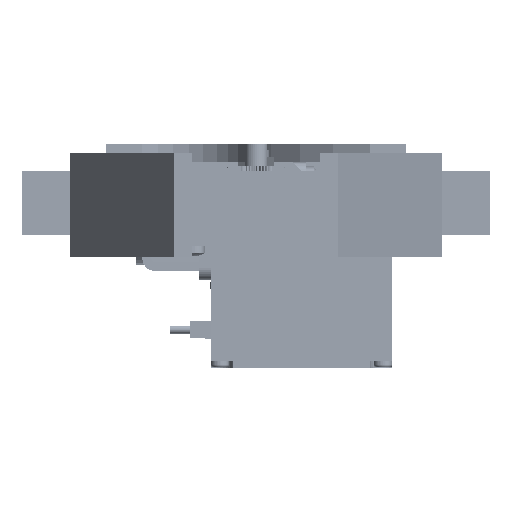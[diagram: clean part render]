
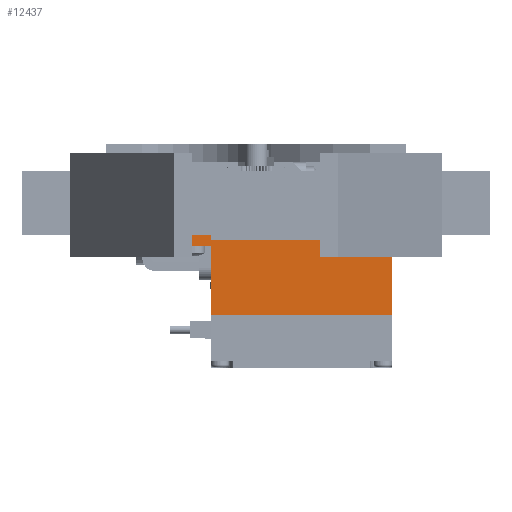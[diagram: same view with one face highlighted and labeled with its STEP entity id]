
A CAD part, left-side view. The second image highlights one B-rep face of the part: STEP entity #12437.
In plain terms, the highlighted face is planar.
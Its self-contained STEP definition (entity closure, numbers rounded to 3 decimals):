
#446 = DIRECTION ( 'NONE',  ( -1., 0., 0. ) ) ;
#733 = ORIENTED_EDGE ( 'NONE', *, *, #13076, .T. ) ;
#1255 = VERTEX_POINT ( 'NONE', #43680 ) ;
#1375 = EDGE_CURVE ( 'NONE', #31857, #41271, #40106, .T. ) ;
#2000 = CARTESIAN_POINT ( 'NONE',  ( 7., 20., 19.9 ) ) ;
#2590 = VECTOR ( 'NONE', #24046, 1000. ) ;
#2652 = VECTOR ( 'NONE', #7069, 1000. ) ;
#3342 = LINE ( 'NONE', #23684, #14896 ) ;
#3349 = CARTESIAN_POINT ( 'NONE',  ( -8.25, -20., 19.9 ) ) ;
#3970 = ORIENTED_EDGE ( 'NONE', *, *, #18191, .T. ) ;
#4857 = EDGE_CURVE ( 'NONE', #16323, #42146, #22179, .T. ) ;
#6358 = VECTOR ( 'NONE', #41937, 1000. ) ;
#7048 = CARTESIAN_POINT ( 'NONE',  ( 10., 20., 19.9 ) ) ;
#7069 = DIRECTION ( 'NONE',  ( -1., 0., 0. ) ) ;
#7492 = DIRECTION ( 'NONE',  ( 0., 1., 0. ) ) ;
#7646 = DIRECTION ( 'NONE',  ( -1., 0., 0. ) ) ;
#7854 = CARTESIAN_POINT ( 'NONE',  ( 10., 27., 19.9 ) ) ;
#8288 = VECTOR ( 'NONE', #25804, 1000. ) ;
#9002 = EDGE_CURVE ( 'NONE', #41977, #35290, #19476, .T. ) ;
#9211 = VECTOR ( 'NONE', #46357, 1000. ) ;
#9238 = CARTESIAN_POINT ( 'NONE',  ( -8.25, 20., 19.9 ) ) ;
#9342 = CARTESIAN_POINT ( 'NONE',  ( 7., -20., 19.9 ) ) ;
#9954 = CARTESIAN_POINT ( 'NONE',  ( 7., 20., 19.9 ) ) ;
#10328 = ORIENTED_EDGE ( 'NONE', *, *, #22255, .T. ) ;
#10467 = EDGE_CURVE ( 'NONE', #18189, #42146, #33287, .T. ) ;
#10816 = VERTEX_POINT ( 'NONE', #29836 ) ;
#11197 = VECTOR ( 'NONE', #7646, 1000. ) ;
#12437 = ADVANCED_FACE ( 'NONE', ( #31936 ), #37341, .F. ) ;
#12631 = AXIS2_PLACEMENT_3D ( 'NONE', #37822, #15029, #446 ) ;
#12664 = CARTESIAN_POINT ( 'NONE',  ( 0., -24., 19.9 ) ) ;
#13076 = EDGE_CURVE ( 'NONE', #41271, #41977, #27813, .T. ) ;
#13123 = CARTESIAN_POINT ( 'NONE',  ( 8.25, -20., 19.9 ) ) ;
#13209 = CARTESIAN_POINT ( 'NONE',  ( -8.25, -20., 19.9 ) ) ;
#13289 = VERTEX_POINT ( 'NONE', #24904 ) ;
#13886 = EDGE_LOOP ( 'NONE', ( #17123, #22432, #35346, #39557, #733, #14349, #23606, #39313, #23565, #10328, #3970, #38074 ) ) ;
#14174 = CARTESIAN_POINT ( 'NONE',  ( 7., -27., 19.9 ) ) ;
#14349 = ORIENTED_EDGE ( 'NONE', *, *, #9002, .T. ) ;
#14896 = VECTOR ( 'NONE', #16384, 1000. ) ;
#15029 = DIRECTION ( 'NONE',  ( 0., 0., -1. ) ) ;
#15880 = DIRECTION ( 'NONE',  ( 0., -1., 0. ) ) ;
#16323 = VERTEX_POINT ( 'NONE', #44389 ) ;
#16384 = DIRECTION ( 'NONE',  ( 0., -1., 0. ) ) ;
#16726 = LINE ( 'NONE', #16936, #9211 ) ;
#16936 = CARTESIAN_POINT ( 'NONE',  ( 7., 24., 19.9 ) ) ;
#17123 = ORIENTED_EDGE ( 'NONE', *, *, #4857, .F. ) ;
#17142 = VECTOR ( 'NONE', #29555, 1000. ) ;
#18189 = VERTEX_POINT ( 'NONE', #30800 ) ;
#18191 = EDGE_CURVE ( 'NONE', #46108, #18189, #31250, .T. ) ;
#18765 = EDGE_CURVE ( 'NONE', #16323, #10816, #16726, .T. ) ;
#19476 = LINE ( 'NONE', #3349, #17142 ) ;
#21186 = EDGE_CURVE ( 'NONE', #13289, #25256, #38524, .T. ) ;
#21283 = EDGE_CURVE ( 'NONE', #1255, #13289, #23521, .T. ) ;
#22179 = LINE ( 'NONE', #7854, #8288 ) ;
#22255 = EDGE_CURVE ( 'NONE', #25256, #46108, #22386, .T. ) ;
#22386 = LINE ( 'NONE', #24862, #2652 ) ;
#22432 = ORIENTED_EDGE ( 'NONE', *, *, #18765, .T. ) ;
#23521 = LINE ( 'NONE', #12664, #41402 ) ;
#23565 = ORIENTED_EDGE ( 'NONE', *, *, #21186, .T. ) ;
#23606 = ORIENTED_EDGE ( 'NONE', *, *, #36873, .F. ) ;
#23684 = CARTESIAN_POINT ( 'NONE',  ( 7., 27., 19.9 ) ) ;
#24046 = DIRECTION ( 'NONE',  ( 1., 0., 0. ) ) ;
#24862 = CARTESIAN_POINT ( 'NONE',  ( 7., -20., 19.9 ) ) ;
#24904 = CARTESIAN_POINT ( 'NONE',  ( 10., -24., 19.9 ) ) ;
#25256 = VERTEX_POINT ( 'NONE', #28568 ) ;
#25804 = DIRECTION ( 'NONE',  ( 0., -1., 0. ) ) ;
#26075 = CARTESIAN_POINT ( 'NONE',  ( -8.25, 20., 19.9 ) ) ;
#26388 = DIRECTION ( 'NONE',  ( 1., 0., 0. ) ) ;
#27813 = LINE ( 'NONE', #34321, #40560 ) ;
#28568 = CARTESIAN_POINT ( 'NONE',  ( 10., -20., 19.9 ) ) ;
#29555 = DIRECTION ( 'NONE',  ( 1., 0., 0. ) ) ;
#29836 = CARTESIAN_POINT ( 'NONE',  ( 7., 24., 19.9 ) ) ;
#30800 = CARTESIAN_POINT ( 'NONE',  ( 8.25, 20., 19.9 ) ) ;
#31250 = LINE ( 'NONE', #34510, #6358 ) ;
#31857 = VERTEX_POINT ( 'NONE', #2000 ) ;
#31936 = FACE_OUTER_BOUND ( 'NONE', #13886, .T. ) ;
#32952 = DIRECTION ( 'NONE',  ( 0., 1., 0. ) ) ;
#33043 = CARTESIAN_POINT ( 'NONE',  ( 10., -27., 19.9 ) ) ;
#33287 = LINE ( 'NONE', #9954, #2590 ) ;
#34321 = CARTESIAN_POINT ( 'NONE',  ( -8.25, -20., 19.9 ) ) ;
#34510 = CARTESIAN_POINT ( 'NONE',  ( 8.25, -20., 19.9 ) ) ;
#35290 = VERTEX_POINT ( 'NONE', #9342 ) ;
#35346 = ORIENTED_EDGE ( 'NONE', *, *, #43837, .T. ) ;
#36873 = EDGE_CURVE ( 'NONE', #1255, #35290, #41957, .T. ) ;
#37329 = VECTOR ( 'NONE', #32952, 1000. ) ;
#37341 = PLANE ( 'NONE',  #12631 ) ;
#37822 = CARTESIAN_POINT ( 'NONE',  ( 0., 0., 19.9 ) ) ;
#38074 = ORIENTED_EDGE ( 'NONE', *, *, #10467, .T. ) ;
#38524 = LINE ( 'NONE', #33043, #43712 ) ;
#39313 = ORIENTED_EDGE ( 'NONE', *, *, #21283, .T. ) ;
#39557 = ORIENTED_EDGE ( 'NONE', *, *, #1375, .T. ) ;
#40106 = LINE ( 'NONE', #26075, #11197 ) ;
#40560 = VECTOR ( 'NONE', #15880, 1000. ) ;
#41271 = VERTEX_POINT ( 'NONE', #9238 ) ;
#41402 = VECTOR ( 'NONE', #26388, 1000. ) ;
#41937 = DIRECTION ( 'NONE',  ( 0., 1., 0. ) ) ;
#41957 = LINE ( 'NONE', #14174, #37329 ) ;
#41977 = VERTEX_POINT ( 'NONE', #13209 ) ;
#42146 = VERTEX_POINT ( 'NONE', #7048 ) ;
#43680 = CARTESIAN_POINT ( 'NONE',  ( 7., -24., 19.9 ) ) ;
#43712 = VECTOR ( 'NONE', #7492, 1000. ) ;
#43837 = EDGE_CURVE ( 'NONE', #10816, #31857, #3342, .T. ) ;
#44389 = CARTESIAN_POINT ( 'NONE',  ( 10., 24., 19.9 ) ) ;
#46108 = VERTEX_POINT ( 'NONE', #13123 ) ;
#46357 = DIRECTION ( 'NONE',  ( -1., 0., 0. ) ) ;
